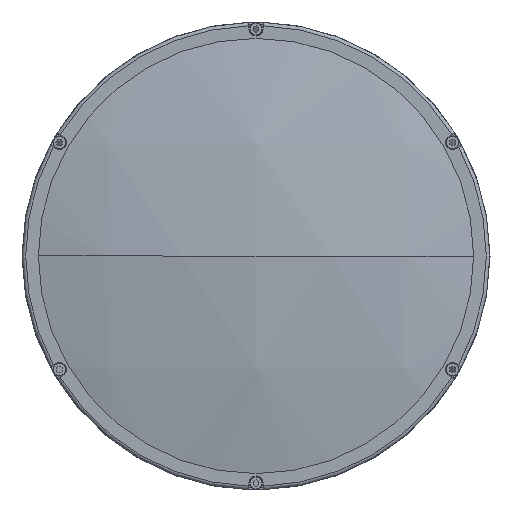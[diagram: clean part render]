
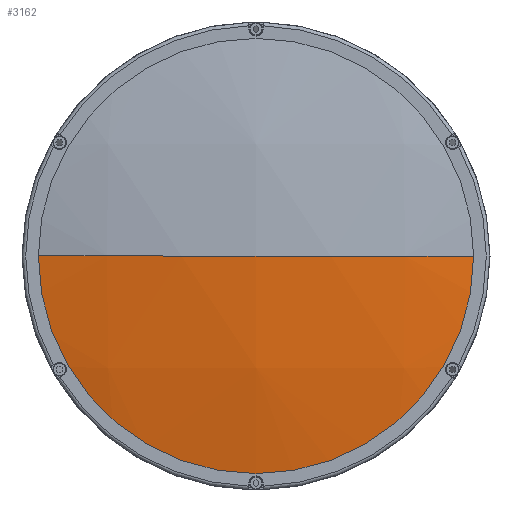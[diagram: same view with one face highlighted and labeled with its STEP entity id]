
A CAD part, left-side view. The second image highlights one B-rep face of the part: STEP entity #3162.
In plain terms, the highlighted spherical face has radius 434.72 mm.
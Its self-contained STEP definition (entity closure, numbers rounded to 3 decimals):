
#243 = ORIENTED_EDGE ( 'NONE', *, *, #4374, .T. ) ;
#294 = FACE_OUTER_BOUND ( 'NONE', #3157, .T. ) ;
#789 = VERTEX_POINT ( 'NONE', #2873 ) ;
#1055 = CARTESIAN_POINT ( 'NONE',  ( -411.593, -95., 0. ) ) ;
#1470 = ORIENTED_EDGE ( 'NONE', *, *, #1881, .T. ) ;
#1659 = DIRECTION ( 'NONE',  ( 0., 0., -1. ) ) ;
#1881 = EDGE_CURVE ( 'NONE', #4262, #2033, #3137, .T. ) ;
#2033 = VERTEX_POINT ( 'NONE', #6620 ) ;
#2289 = EDGE_CURVE ( 'NONE', #789, #2033, #6611, .T. ) ;
#2307 = ORIENTED_EDGE ( 'NONE', *, *, #2289, .F. ) ;
#2755 = DIRECTION ( 'NONE',  ( 0., -1., 0. ) ) ;
#2873 = CARTESIAN_POINT ( 'NONE',  ( -411.593, 95., 0. ) ) ;
#2919 = DIRECTION ( 'NONE',  ( 0., 1., 0. ) ) ;
#3137 = CIRCLE ( 'NONE', #6505, 434.72 ) ;
#3157 = EDGE_LOOP ( 'NONE', ( #243, #1470, #2307 ) ) ;
#3162 = ADVANCED_FACE ( 'NONE', ( #294 ), #5085, .T. ) ;
#3239 = CARTESIAN_POINT ( 'NONE',  ( -411.593, 0., 0. ) ) ;
#3254 = AXIS2_PLACEMENT_3D ( 'NONE', #6005, #5484, #2755 ) ;
#3343 = DIRECTION ( 'NONE',  ( 0., 0., 1. ) ) ;
#3558 = CARTESIAN_POINT ( 'NONE',  ( 12.62, 0., 0. ) ) ;
#3862 = DIRECTION ( 'NONE',  ( 0., 1., 0. ) ) ;
#3883 = DIRECTION ( 'NONE',  ( -1., 0., 0. ) ) ;
#4262 = VERTEX_POINT ( 'NONE', #1055 ) ;
#4374 = EDGE_CURVE ( 'NONE', #789, #4262, #6214, .T. ) ;
#4494 = AXIS2_PLACEMENT_3D ( 'NONE', #3558, #6771, #2919 ) ;
#4751 = AXIS2_PLACEMENT_3D ( 'NONE', #3239, #3883, #3343 ) ;
#5085 = SPHERICAL_SURFACE ( 'NONE', #4494, 434.72 ) ;
#5484 = DIRECTION ( 'NONE',  ( 0., 0., 1. ) ) ;
#5978 = CARTESIAN_POINT ( 'NONE',  ( 12.62, 0., 0. ) ) ;
#6005 = CARTESIAN_POINT ( 'NONE',  ( 12.62, 0., 0. ) ) ;
#6214 = CIRCLE ( 'NONE', #4751, 95. ) ;
#6505 = AXIS2_PLACEMENT_3D ( 'NONE', #5978, #1659, #3862 ) ;
#6611 = CIRCLE ( 'NONE', #3254, 434.72 ) ;
#6620 = CARTESIAN_POINT ( 'NONE',  ( -422.1, 0., 0. ) ) ;
#6771 = DIRECTION ( 'NONE',  ( 0., 0., -1. ) ) ;
